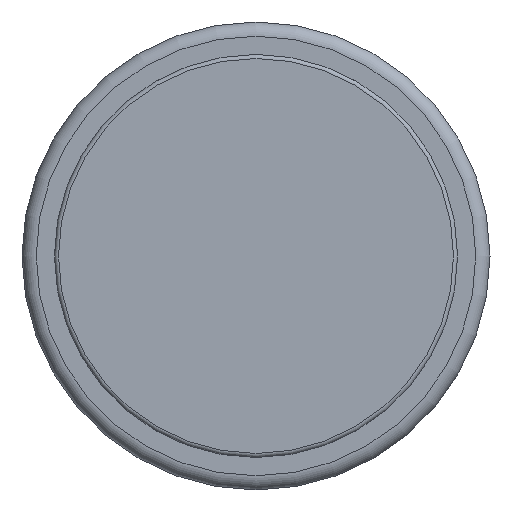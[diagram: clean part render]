
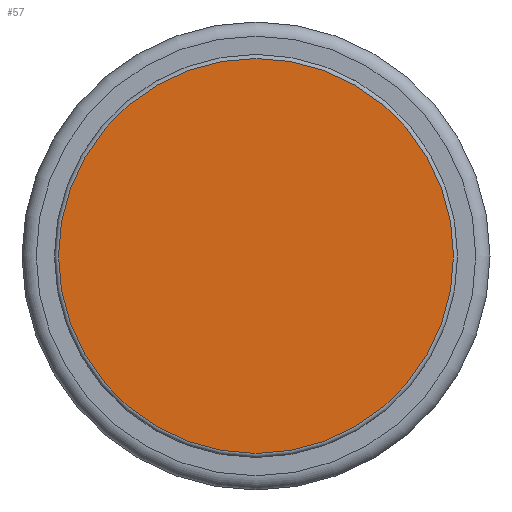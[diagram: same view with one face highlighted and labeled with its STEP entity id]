
A CAD part, top view. The second image highlights one B-rep face of the part: STEP entity #57.
In plain terms, the highlighted planar face has unit normal (0, 0, 1).
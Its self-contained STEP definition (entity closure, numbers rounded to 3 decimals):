
#57 = ADVANCED_FACE( '', ( #127 ), #128, .F. );
#127 = FACE_OUTER_BOUND( '', #216, .T. );
#128 = PLANE( '', #217 );
#216 = EDGE_LOOP( '', ( #311 ) );
#217 = AXIS2_PLACEMENT_3D( '', #312, #313, #314 );
#311 = ORIENTED_EDGE( '', *, *, #400, .T. );
#312 = CARTESIAN_POINT( '', ( 9.9, 0., 0. ) );
#313 = DIRECTION( '', ( 0., 0., -1. ) );
#314 = DIRECTION( '', ( 1., 0., 0. ) );
#400 = EDGE_CURVE( '', #442, #442, #443, .F. );
#442 = VERTEX_POINT( '', #501 );
#443 = CIRCLE( '', #502, 9.7 );
#501 = CARTESIAN_POINT( '', ( 9.7, 0., 0. ) );
#502 = AXIS2_PLACEMENT_3D( '', #560, #561, #562 );
#560 = CARTESIAN_POINT( '', ( 0., 0., 0. ) );
#561 = DIRECTION( '', ( 0., 0., -1. ) );
#562 = DIRECTION( '', ( 1., 0., 0. ) );
